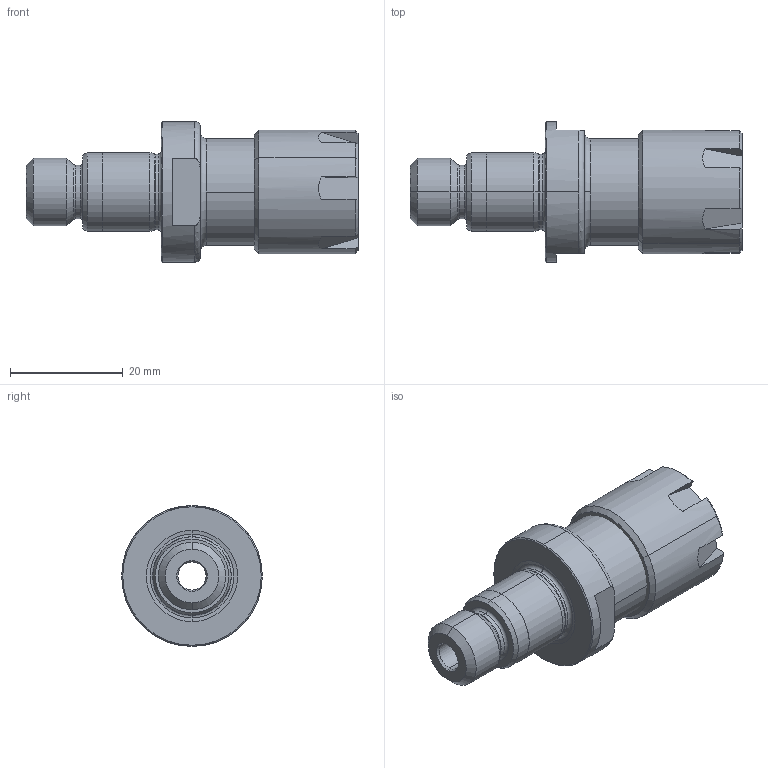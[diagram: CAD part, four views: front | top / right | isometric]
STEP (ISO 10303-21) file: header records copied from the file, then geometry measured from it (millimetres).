
FILE_DESCRIPTION (( 'STEP AP203' ), '1' );
FILE_NAME ('340.250.016C.STEP', '2024-08-30T12:56:42', ( '' ), ( '' ), 'SwSTEP 2.0', 'SolidWorks 2022', '' );
FILE_SCHEMA (( 'CONFIG_CONTROL_DESIGN' ));
Length unit declared in the file: millimetre
Products named in the file (3): 340.250.016C; E17-ER1.001.018; CA2-E17.K01.035_B
Assembly tree (2 placements, depth 2):
  340.250.016C
    CA2-E17.K01.035_B
    E17-ER1.001.018
Bounding box: 59 x 25 x 25 mm (x, y, z)
Volume: 9838.7 mm3; surface area: 7398.4 mm2
Topology: 2 solids, 2 shells, 115 faces, 267 edges, 162 vertices
Faces by surface type: plane 34, cone 33, cylinder 29, torus 19
Entity records: 3639 total; most frequent: CARTESIAN_POINT 655, DIRECTION 618, ORIENTED_EDGE 534, EDGE_CURVE 267, AXIS2_PLACEMENT_3D 253, VERTEX_POINT 162, CIRCLE 133, EDGE_LOOP 125
